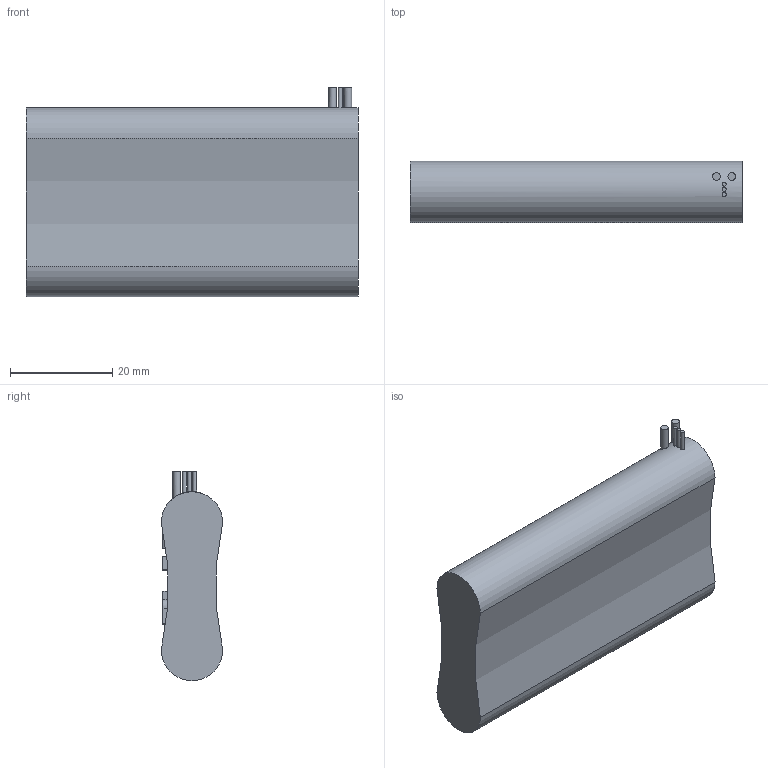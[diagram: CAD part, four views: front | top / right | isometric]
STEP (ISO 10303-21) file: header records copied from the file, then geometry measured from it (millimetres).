
FILE_DESCRIPTION(/* description */ (''),/* implementation_level */ '2;1');
FILE_NAME(/* name */ 'Sam''Battery_Li-ion.stp',/* time_stamp */ '2022-01-01T12:54:32-08:00',/* author */ ('sambh'),/* organization */ (''),/* preprocessor_version */ 'ST-DEVELOPER v17',/* originating_system */ 'Autodesk Inventor 2019',/* authorisation */ '');
FILE_SCHEMA (('AUTOMOTIVE_DESIGN { 1 0 10303 214 3 1 1 }'));
Length unit declared in the file: millimetre
Products named in the file (1): Battery_Li-ion
Bounding box: 65 x 12 x 41 mm (x, y, z)
Volume: 23955.8 mm3; surface area: 6853 mm2
Topology: 1 solids, 1 shells, 474 faces, 1265 edges, 845 vertices
Faces by surface type: plane 271, bspline 181, cylinder 22
Full cylindrical faces by diameter (mm): 0.8 x3, 1.5 x2
Entity records: 18920 total; most frequent: CARTESIAN_POINT 7673, ORIENTED_EDGE 2530, DIRECTION 1621, EDGE_CURVE 1265, VERTEX_POINT 845, LINE 753, VECTOR 753, EDGE_LOOP 526
